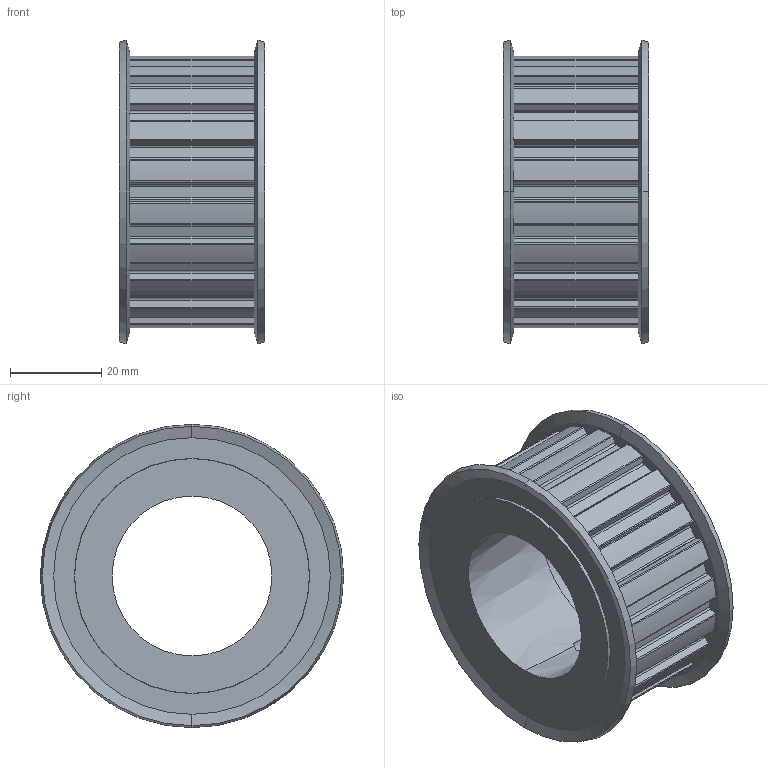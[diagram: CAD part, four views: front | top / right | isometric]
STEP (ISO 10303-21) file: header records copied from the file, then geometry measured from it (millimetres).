
FILE_DESCRIPTION (( 'STEP AP214' ), '1' );
FILE_NAME ('STL20L100AF-1108.step', '2019-07-31T11:57:57', ( '' ), ( '' ), 'SwSTEP 2.0', 'SolidWorks 2018', '' );
FILE_SCHEMA (( 'AUTOMOTIVE_DESIGN' ));
Length unit declared in the file: millimetre
Products named in the file (1): STL20L100AF-1108
Bounding box: 31.88 x 66.67 x 66.67 mm (x, y, z)
Volume: 51243.2 mm3; surface area: 18547.9 mm2
Topology: 1 solids, 1 shells, 218 faces, 621 edges, 411 vertices
Faces by surface type: cylinder 129, plane 72, cone 17
Entity records: 7544 total; most frequent: DIRECTION 1334, CARTESIAN_POINT 1318, ORIENTED_EDGE 1242, EDGE_CURVE 621, AXIS2_PLACEMENT_3D 505, VERTEX_POINT 411, LINE 324, VECTOR 324
